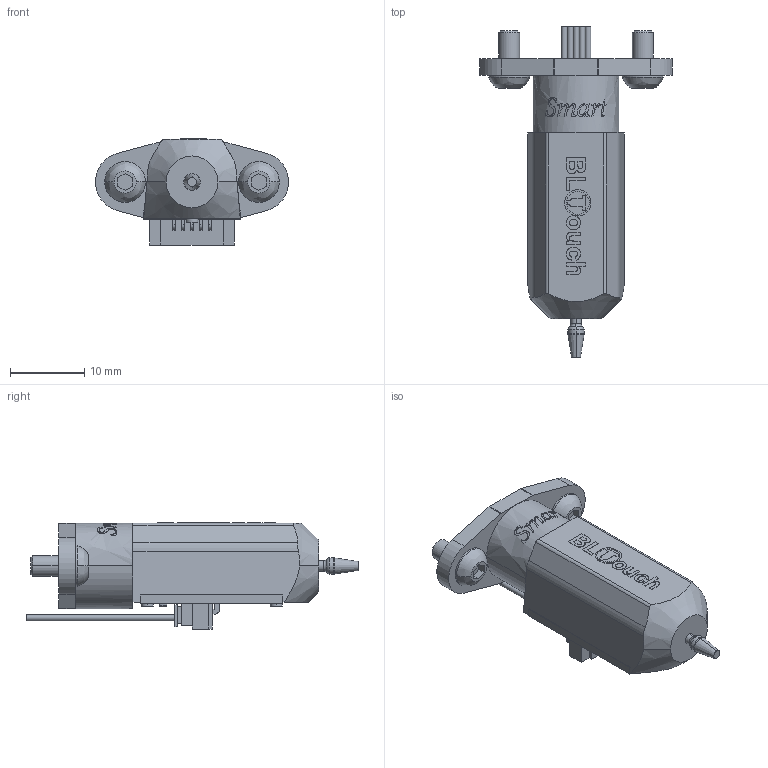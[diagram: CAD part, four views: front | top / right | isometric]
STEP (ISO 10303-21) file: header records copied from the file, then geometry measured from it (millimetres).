
FILE_DESCRIPTION((''),'2;1');
FILE_NAME('BLTOUCH_V3-1_ASM','2019-09-04T23:50:30',('Bas'),(''),'CREO PARAMETRIC BY PTC INC, 2016510','CREO PARAMETRIC BY PTC INC, 2016510','');
FILE_SCHEMA(('AUTOMOTIVE_DESIGN { 1 0 10303 214 1 1 1 1 }'));
Length unit declared in the file: millimetre
Products named in the file (4): BLTOUCH_V3-1; BLTOUCH_V3-1_CABLE; BLTOUCH_V3-1_SCREW; BLTOUCH_V3-1_ASM
Assembly tree (4 placements, depth 2):
  BLTOUCH_V3-1_ASM
    BLTOUCH_V3-1
    BLTOUCH_V3-1_CABLE
    BLTOUCH_V3-1_SCREW  x2
Bounding box: 25.97 x 44.7 x 14.3 mm (x, y, z)
Volume: 4625.9 mm3; surface area: 2802.4 mm2
Topology: 4 solids, 4 shells, 980 faces, 2794 edges, 1903 vertices
Faces by surface type: plane 448, extrusion 420, cylinder 84, bspline 14, cone 10, torus 4
Entity records: 47498 total; most frequent: CARTESIAN_POINT 11529, ORIENTED_EDGE 5216, DIRECTION 3419, PRESENTATION_STYLE_ASSIGNMENT 3315, STYLED_ITEM 3249, CURVE_STYLE 2702, EDGE_CURVE 2608, VECTOR 1995
